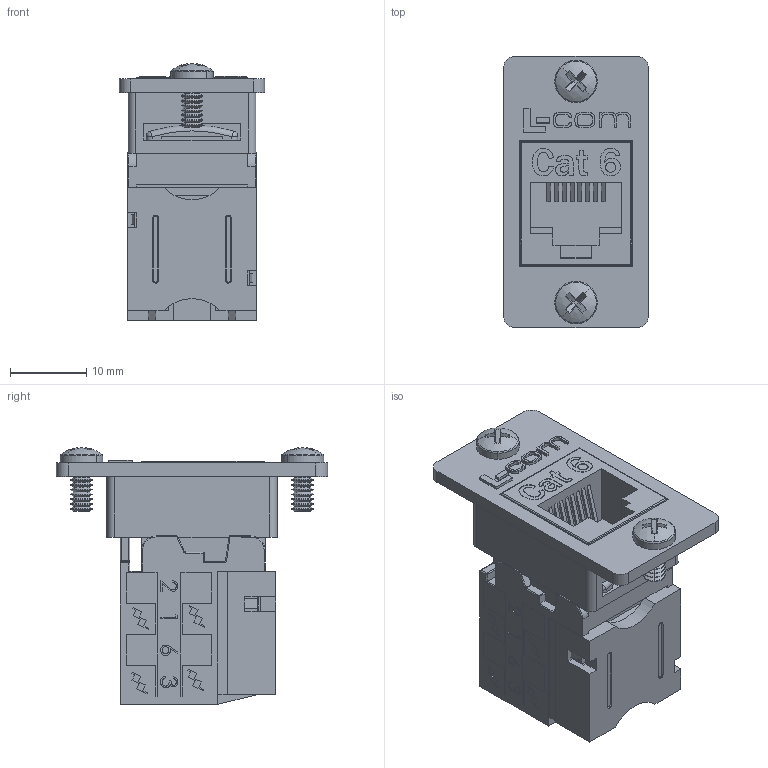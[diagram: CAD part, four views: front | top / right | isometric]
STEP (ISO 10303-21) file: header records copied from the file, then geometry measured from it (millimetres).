
FILE_DESCRIPTION (( 'STEP AP203' ), '1' );
FILE_NAME ('ECF110C6.STEP', '2013-07-12T19:52:47', ( 'x' ), ( '' ), 'SwSTEP 2.0', 'SolidWorks 2012', '' );
FILE_SCHEMA (( 'CONFIG_CONTROL_DESIGN' ));
Length unit declared in the file: inch
Products named in the file (6): ECF110C6; 91772A106_default; MJS110C5E_Cat 6; MJS110C6-MA11; MJS110C6-MA12; ECF-SK_with Global Connectivity logo
Assembly tree (6 placements, depth 3):
  ECF110C6
    ECF-SK_with Global Connectivity logo
    MJS110C5E_Cat 6
      MJS110C6-MA12
      MJS110C6-MA11
    91772A106_default  x2
Bounding box: 19.05 x 35.56 x 33.64 mm (x, y, z)
Volume: 9028 mm3; surface area: 8692.6 mm2
Topology: 5 solids, 5 shells, 1076 faces, 2937 edges, 1893 vertices
Faces by surface type: plane 685, cylinder 147, bspline 120, cone 76, torus 24, sphere 24
Entity records: 36821 total; most frequent: CARTESIAN_POINT 11492, ORIENTED_EDGE 5442, DIRECTION 4574, EDGE_CURVE 2721, LINE 2128, VECTOR 2128, VERTEX_POINT 1765, AXIS2_PLACEMENT_3D 1223
